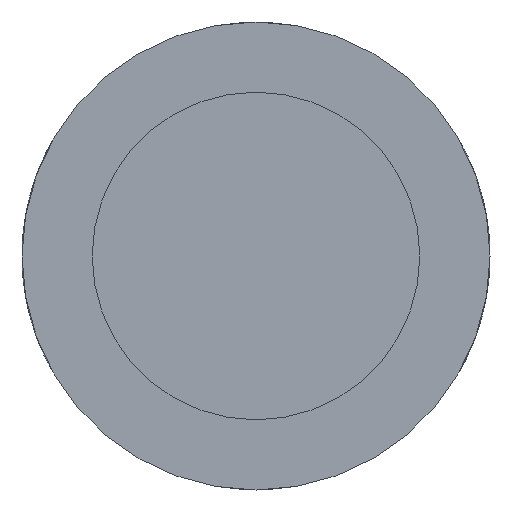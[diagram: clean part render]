
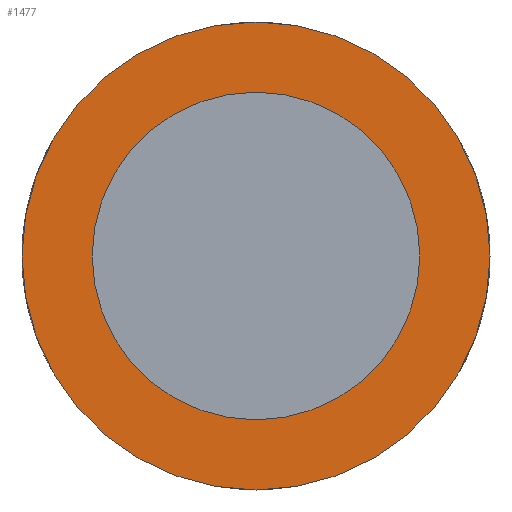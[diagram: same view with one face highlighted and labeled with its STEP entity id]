
A CAD part, front view. The second image highlights one B-rep face of the part: STEP entity #1477.
In plain terms, the highlighted planar face has unit normal (0, -1, 0).
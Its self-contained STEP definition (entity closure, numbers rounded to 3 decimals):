
#21 = DIRECTION ( 'NONE',  ( 0., 0., 1. ) ) ;
#53 = CARTESIAN_POINT ( 'NONE',  ( 0., 0., -25. ) ) ;
#89 = CARTESIAN_POINT ( 'NONE',  ( 0., 0., 17.5 ) ) ;
#90 = EDGE_LOOP ( 'NONE', ( #425, #905 ) ) ;
#131 = CARTESIAN_POINT ( 'NONE',  ( 0., 0., 0. ) ) ;
#197 = CARTESIAN_POINT ( 'NONE',  ( 0., 0., -17.5 ) ) ;
#227 = CARTESIAN_POINT ( 'NONE',  ( 0., 0., 0. ) ) ;
#258 = CIRCLE ( 'NONE', #430, 25. ) ;
#299 = DIRECTION ( 'NONE',  ( 0., 1., 0. ) ) ;
#344 = CIRCLE ( 'NONE', #1134, 25. ) ;
#425 = ORIENTED_EDGE ( 'NONE', *, *, #864, .T. ) ;
#430 = AXIS2_PLACEMENT_3D ( 'NONE', #879, #760, #1013 ) ;
#439 = AXIS2_PLACEMENT_3D ( 'NONE', #571, #299, #21 ) ;
#466 = DIRECTION ( 'NONE',  ( 0., -1., 0. ) ) ;
#513 = CARTESIAN_POINT ( 'NONE',  ( 0., 0., 25. ) ) ;
#563 = FACE_BOUND ( 'NONE', #1335, .T. ) ;
#571 = CARTESIAN_POINT ( 'NONE',  ( 0., 0., 0. ) ) ;
#637 = ORIENTED_EDGE ( 'NONE', *, *, #644, .F. ) ;
#644 = EDGE_CURVE ( 'NONE', #814, #1755, #1566, .T. ) ;
#760 = DIRECTION ( 'NONE',  ( 0., -1., 0. ) ) ;
#797 = EDGE_CURVE ( 'NONE', #1016, #1692, #344, .T. ) ;
#814 = VERTEX_POINT ( 'NONE', #197 ) ;
#864 = EDGE_CURVE ( 'NONE', #1692, #1016, #258, .T. ) ;
#879 = CARTESIAN_POINT ( 'NONE',  ( 0., 0., 0. ) ) ;
#905 = ORIENTED_EDGE ( 'NONE', *, *, #797, .T. ) ;
#958 = EDGE_CURVE ( 'NONE', #1755, #814, #1079, .T. ) ;
#969 = FACE_OUTER_BOUND ( 'NONE', #90, .T. ) ;
#1013 = DIRECTION ( 'NONE',  ( 0., 0., -1. ) ) ;
#1016 = VERTEX_POINT ( 'NONE', #513 ) ;
#1070 = DIRECTION ( 'NONE',  ( 0., -1., 0. ) ) ;
#1079 = CIRCLE ( 'NONE', #1253, 17.5 ) ;
#1117 = DIRECTION ( 'NONE',  ( 0., 0., -1. ) ) ;
#1134 = AXIS2_PLACEMENT_3D ( 'NONE', #1562, #1722, #1421 ) ;
#1253 = AXIS2_PLACEMENT_3D ( 'NONE', #227, #1070, #1620 ) ;
#1316 = ORIENTED_EDGE ( 'NONE', *, *, #958, .F. ) ;
#1335 = EDGE_LOOP ( 'NONE', ( #637, #1316 ) ) ;
#1376 = PLANE ( 'NONE',  #439 ) ;
#1421 = DIRECTION ( 'NONE',  ( 0., 0., -1. ) ) ;
#1477 = ADVANCED_FACE ( 'NONE', ( #563, #969 ), #1376, .F. ) ;
#1538 = AXIS2_PLACEMENT_3D ( 'NONE', #131, #466, #1117 ) ;
#1562 = CARTESIAN_POINT ( 'NONE',  ( 0., 0., 0. ) ) ;
#1566 = CIRCLE ( 'NONE', #1538, 17.5 ) ;
#1620 = DIRECTION ( 'NONE',  ( 0., 0., -1. ) ) ;
#1692 = VERTEX_POINT ( 'NONE', #53 ) ;
#1722 = DIRECTION ( 'NONE',  ( 0., -1., 0. ) ) ;
#1755 = VERTEX_POINT ( 'NONE', #89 ) ;
